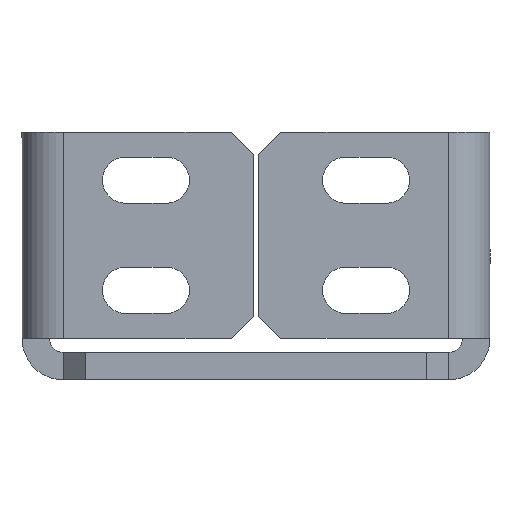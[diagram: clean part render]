
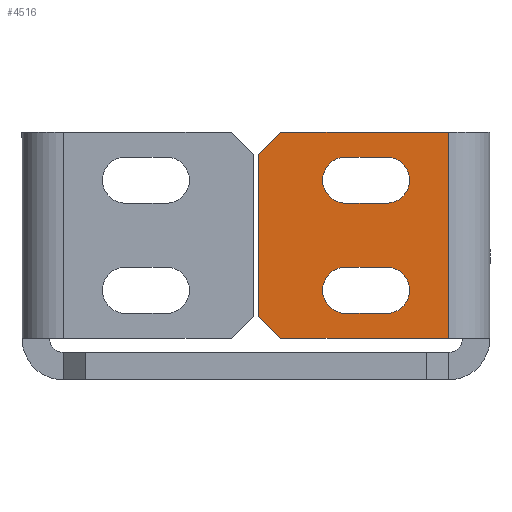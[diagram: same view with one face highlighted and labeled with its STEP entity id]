
A CAD part, front view. The second image highlights one B-rep face of the part: STEP entity #4516.
In plain terms, the highlighted planar face has unit normal (0, -1, 0).
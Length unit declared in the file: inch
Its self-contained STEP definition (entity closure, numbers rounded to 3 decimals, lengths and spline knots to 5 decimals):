
#79 = DIRECTION ( 'NONE',  ( 0.707, 0., -0.707 ) ) ;
#111 = AXIS2_PLACEMENT_3D ( 'NONE', #610, #3133, #970 ) ;
#131 = VECTOR ( 'NONE', #1114, 39.37008 ) ;
#137 = AXIS2_PLACEMENT_3D ( 'NONE', #1815, #765, #3287 ) ;
#200 = VERTEX_POINT ( 'NONE', #2238 ) ;
#300 = CARTESIAN_POINT ( 'NONE',  ( 0.4075, -2.5, 1.012 ) ) ;
#303 = VERTEX_POINT ( 'NONE', #3038 ) ;
#316 = VERTEX_POINT ( 'NONE', #3765 ) ;
#328 = EDGE_CURVE ( 'NONE', #2058, #2796, #2572, .T. ) ;
#347 = CARTESIAN_POINT ( 'NONE',  ( 0.0125, -2.5, 0.288 ) ) ;
#393 = CARTESIAN_POINT ( 'NONE',  ( 0.4075, -2.5, 0.302 ) ) ;
#405 = ORIENTED_EDGE ( 'NONE', *, *, #750, .T. ) ;
#409 = EDGE_CURVE ( 'NONE', #2516, #1070, #4043, .T. ) ;
#472 = EDGE_CURVE ( 'NONE', #2796, #1365, #3080, .T. ) ;
#526 = DIRECTION ( 'NONE',  ( 1., 0., 0. ) ) ;
#563 = EDGE_CURVE ( 'NONE', #1254, #303, #933, .T. ) ;
#592 = EDGE_CURVE ( 'NONE', #814, #1735, #594, .T. ) ;
#594 = CIRCLE ( 'NONE', #2772, 0.105 ) ;
#610 = CARTESIAN_POINT ( 'NONE',  ( 0.5925, -2.5, 0.407 ) ) ;
#653 = ORIENTED_EDGE ( 'NONE', *, *, #592, .T. ) ;
#658 = EDGE_CURVE ( 'NONE', #316, #3671, #2273, .T. ) ;
#660 = CARTESIAN_POINT ( 'NONE',  ( 0., -2.5, 0.188 ) ) ;
#676 = DIRECTION ( 'NONE',  ( 0., 1., 0. ) ) ;
#684 = EDGE_CURVE ( 'NONE', #2618, #814, #4222, .T. ) ;
#686 = DIRECTION ( 'NONE',  ( 0., 1., 0. ) ) ;
#720 = EDGE_CURVE ( 'NONE', #316, #303, #3022, .T. ) ;
#724 = DIRECTION ( 'NONE',  ( -1., 0., 0. ) ) ;
#750 = EDGE_CURVE ( 'NONE', #1365, #2516, #3881, .T. ) ;
#765 = DIRECTION ( 'NONE',  ( 0., 1., 0. ) ) ;
#787 = CARTESIAN_POINT ( 'NONE',  ( 0.5925, -2.5, 1.012 ) ) ;
#814 = VERTEX_POINT ( 'NONE', #787 ) ;
#916 = AXIS2_PLACEMENT_3D ( 'NONE', #3687, #1507, #4052 ) ;
#929 = CARTESIAN_POINT ( 'NONE',  ( 0.4075, -2.5, 0.512 ) ) ;
#933 = LINE ( 'NONE', #660, #1654 ) ;
#970 = DIRECTION ( 'NONE',  ( -1., 0., 0. ) ) ;
#991 = ORIENTED_EDGE ( 'NONE', *, *, #1784, .T. ) ;
#1010 = CARTESIAN_POINT ( 'NONE',  ( 0.1125, -2.5, 1.125 ) ) ;
#1048 = ORIENTED_EDGE ( 'NONE', *, *, #2178, .T. ) ;
#1070 = VERTEX_POINT ( 'NONE', #2684 ) ;
#1078 = CARTESIAN_POINT ( 'NONE',  ( 0., -2.5, 1.125 ) ) ;
#1094 = DIRECTION ( 'NONE',  ( 1., 0., 0. ) ) ;
#1114 = DIRECTION ( 'NONE',  ( 0., 0., -1. ) ) ;
#1254 = VERTEX_POINT ( 'NONE', #3314 ) ;
#1295 = CARTESIAN_POINT ( 'NONE',  ( 0.4075, -2.5, 0.407 ) ) ;
#1348 = DIRECTION ( 'NONE',  ( 0., 0., -1. ) ) ;
#1365 = VERTEX_POINT ( 'NONE', #4476 ) ;
#1380 = EDGE_LOOP ( 'NONE', ( #405, #2683, #4399, #4612, #1449 ) ) ;
#1433 = VERTEX_POINT ( 'NONE', #3447 ) ;
#1449 = ORIENTED_EDGE ( 'NONE', *, *, #472, .T. ) ;
#1461 = DIRECTION ( 'NONE',  ( -1., 0., 0. ) ) ;
#1477 = DIRECTION ( 'NONE',  ( -1., 0., 0. ) ) ;
#1492 = VECTOR ( 'NONE', #526, 39.37008 ) ;
#1507 = DIRECTION ( 'NONE',  ( 0., 1., 0. ) ) ;
#1651 = DIRECTION ( 'NONE',  ( -1., 0., 0. ) ) ;
#1654 = VECTOR ( 'NONE', #2444, 39.37008 ) ;
#1668 = CARTESIAN_POINT ( 'NONE',  ( 0.4075, -2.5, 0.407 ) ) ;
#1708 = ORIENTED_EDGE ( 'NONE', *, *, #684, .T. ) ;
#1735 = VERTEX_POINT ( 'NONE', #2906 ) ;
#1746 = LINE ( 'NONE', #1837, #2604 ) ;
#1751 = ORIENTED_EDGE ( 'NONE', *, *, #3291, .T. ) ;
#1784 = EDGE_CURVE ( 'NONE', #3671, #200, #1746, .T. ) ;
#1814 = VECTOR ( 'NONE', #1477, 39.37008 ) ;
#1815 = CARTESIAN_POINT ( 'NONE',  ( 0., -2.5, 0. ) ) ;
#1837 = CARTESIAN_POINT ( 'NONE',  ( 0.0125, -2.5, 1.025 ) ) ;
#1933 = FACE_BOUND ( 'NONE', #2055, .T. ) ;
#1976 = LINE ( 'NONE', #2235, #3924 ) ;
#2023 = DIRECTION ( 'NONE',  ( -1., 0., 0. ) ) ;
#2050 = CARTESIAN_POINT ( 'NONE',  ( 0.0125, -2.5, 0. ) ) ;
#2055 = EDGE_LOOP ( 'NONE', ( #3420, #2327, #1751, #1708, #653 ) ) ;
#2058 = VERTEX_POINT ( 'NONE', #929 ) ;
#2077 = CIRCLE ( 'NONE', #916, 0.105 ) ;
#2106 = VERTEX_POINT ( 'NONE', #3504 ) ;
#2178 = EDGE_CURVE ( 'NONE', #200, #3275, #3916, .T. ) ;
#2235 = CARTESIAN_POINT ( 'NONE',  ( 0.1125, -2.5, 0.188 ) ) ;
#2238 = CARTESIAN_POINT ( 'NONE',  ( 0.0125, -2.5, 1.025 ) ) ;
#2256 = EDGE_CURVE ( 'NONE', #1433, #2106, #3686, .T. ) ;
#2273 = LINE ( 'NONE', #1078, #4104 ) ;
#2319 = ORIENTED_EDGE ( 'NONE', *, *, #720, .F. ) ;
#2327 = ORIENTED_EDGE ( 'NONE', *, *, #2256, .T. ) ;
#2444 = DIRECTION ( 'NONE',  ( 1., 0., 0. ) ) ;
#2516 = VERTEX_POINT ( 'NONE', #3513 ) ;
#2572 = LINE ( 'NONE', #2696, #1492 ) ;
#2604 = VECTOR ( 'NONE', #4032, 39.37008 ) ;
#2618 = VERTEX_POINT ( 'NONE', #300 ) ;
#2683 = ORIENTED_EDGE ( 'NONE', *, *, #409, .T. ) ;
#2684 = CARTESIAN_POINT ( 'NONE',  ( 0.3025, -2.5, 0.407 ) ) ;
#2696 = CARTESIAN_POINT ( 'NONE',  ( 0.4075, -2.5, 0.512 ) ) ;
#2707 = ORIENTED_EDGE ( 'NONE', *, *, #658, .T. ) ;
#2772 = AXIS2_PLACEMENT_3D ( 'NONE', #2846, #686, #3214 ) ;
#2796 = VERTEX_POINT ( 'NONE', #2941 ) ;
#2828 = EDGE_CURVE ( 'NONE', #3275, #1254, #1976, .T. ) ;
#2839 = CARTESIAN_POINT ( 'NONE',  ( 0.4075, -2.5, 0.907 ) ) ;
#2846 = CARTESIAN_POINT ( 'NONE',  ( 0.5925, -2.5, 0.907 ) ) ;
#2906 = CARTESIAN_POINT ( 'NONE',  ( 0.5925, -2.5, 0.802 ) ) ;
#2913 = VECTOR ( 'NONE', #1461, 39.37008 ) ;
#2931 = PLANE ( 'NONE',  #137 ) ;
#2941 = CARTESIAN_POINT ( 'NONE',  ( 0.5925, -2.5, 0.512 ) ) ;
#2944 = VECTOR ( 'NONE', #1348, 39.37008 ) ;
#2959 = ORIENTED_EDGE ( 'NONE', *, *, #2828, .T. ) ;
#2961 = ORIENTED_EDGE ( 'NONE', *, *, #563, .T. ) ;
#3022 = LINE ( 'NONE', #3276, #131 ) ;
#3024 = FACE_OUTER_BOUND ( 'NONE', #3081, .T. ) ;
#3038 = CARTESIAN_POINT ( 'NONE',  ( 0.8745, -2.5, 0.188 ) ) ;
#3080 = CIRCLE ( 'NONE', #111, 0.105 ) ;
#3081 = EDGE_LOOP ( 'NONE', ( #2707, #991, #1048, #2959, #2961, #2319 ) ) ;
#3133 = DIRECTION ( 'NONE',  ( 0., 1., 0. ) ) ;
#3136 = VECTOR ( 'NONE', #1094, 39.37008 ) ;
#3208 = DIRECTION ( 'NONE',  ( -1., 0., 0. ) ) ;
#3214 = DIRECTION ( 'NONE',  ( -1., 0., 0. ) ) ;
#3227 = AXIS2_PLACEMENT_3D ( 'NONE', #1668, #4219, #2023 ) ;
#3275 = VERTEX_POINT ( 'NONE', #347 ) ;
#3276 = CARTESIAN_POINT ( 'NONE',  ( 0.8745, -2.5, 0.188 ) ) ;
#3287 = DIRECTION ( 'NONE',  ( -1., 0., 0. ) ) ;
#3291 = EDGE_CURVE ( 'NONE', #2106, #2618, #2077, .T. ) ;
#3314 = CARTESIAN_POINT ( 'NONE',  ( 0.1125, -2.5, 0.188 ) ) ;
#3420 = ORIENTED_EDGE ( 'NONE', *, *, #4503, .T. ) ;
#3447 = CARTESIAN_POINT ( 'NONE',  ( 0.4075, -2.5, 0.802 ) ) ;
#3504 = CARTESIAN_POINT ( 'NONE',  ( 0.3025, -2.5, 0.907 ) ) ;
#3513 = CARTESIAN_POINT ( 'NONE',  ( 0.4075, -2.5, 0.302 ) ) ;
#3562 = AXIS2_PLACEMENT_3D ( 'NONE', #2839, #676, #3208 ) ;
#3628 = CARTESIAN_POINT ( 'NONE',  ( 0.4075, -2.5, 1.012 ) ) ;
#3645 = CARTESIAN_POINT ( 'NONE',  ( 0.4075, -2.5, 0.802 ) ) ;
#3671 = VERTEX_POINT ( 'NONE', #1010 ) ;
#3686 = CIRCLE ( 'NONE', #3562, 0.105 ) ;
#3687 = CARTESIAN_POINT ( 'NONE',  ( 0.4075, -2.5, 0.907 ) ) ;
#3765 = CARTESIAN_POINT ( 'NONE',  ( 0.8745, -2.5, 1.125 ) ) ;
#3849 = DIRECTION ( 'NONE',  ( 0., 1., 0. ) ) ;
#3881 = LINE ( 'NONE', #393, #1814 ) ;
#3883 = LINE ( 'NONE', #3645, #2913 ) ;
#3916 = LINE ( 'NONE', #2050, #2944 ) ;
#3924 = VECTOR ( 'NONE', #79, 39.37008 ) ;
#3996 = FACE_BOUND ( 'NONE', #1380, .T. ) ;
#4032 = DIRECTION ( 'NONE',  ( -0.707, 0., -0.707 ) ) ;
#4043 = CIRCLE ( 'NONE', #4085, 0.105 ) ;
#4052 = DIRECTION ( 'NONE',  ( -1., 0., 0. ) ) ;
#4085 = AXIS2_PLACEMENT_3D ( 'NONE', #1295, #3849, #1651 ) ;
#4104 = VECTOR ( 'NONE', #724, 39.37008 ) ;
#4167 = CIRCLE ( 'NONE', #3227, 0.105 ) ;
#4219 = DIRECTION ( 'NONE',  ( 0., 1., 0. ) ) ;
#4222 = LINE ( 'NONE', #3628, #3136 ) ;
#4238 = EDGE_CURVE ( 'NONE', #1070, #2058, #4167, .T. ) ;
#4399 = ORIENTED_EDGE ( 'NONE', *, *, #4238, .T. ) ;
#4476 = CARTESIAN_POINT ( 'NONE',  ( 0.5925, -2.5, 0.302 ) ) ;
#4503 = EDGE_CURVE ( 'NONE', #1735, #1433, #3883, .T. ) ;
#4516 = ADVANCED_FACE ( 'NONE', ( #1933, #3996, #3024 ), #2931, .F. ) ;
#4612 = ORIENTED_EDGE ( 'NONE', *, *, #328, .T. ) ;
